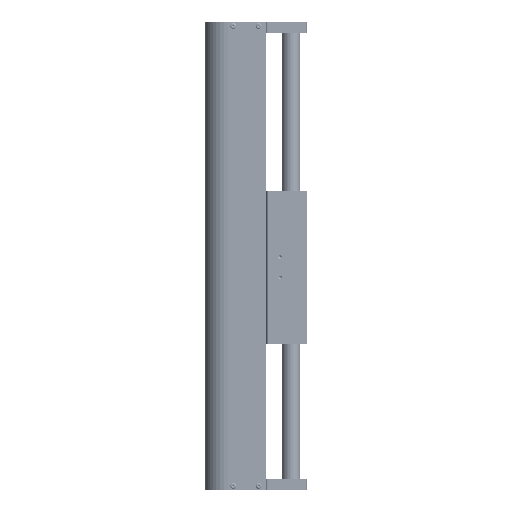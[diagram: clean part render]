
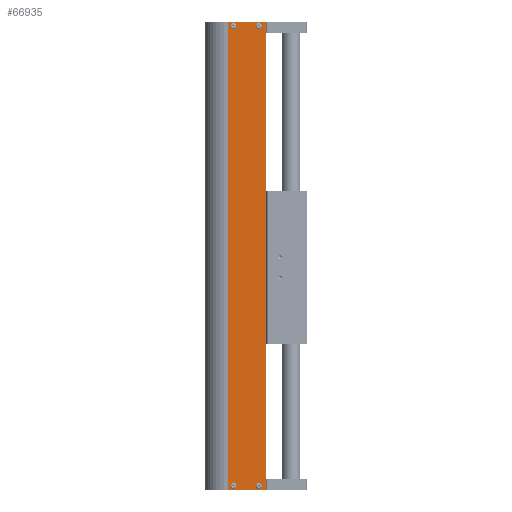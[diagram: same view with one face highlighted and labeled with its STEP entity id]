
A CAD part, left-side view. The second image highlights one B-rep face of the part: STEP entity #66935.
In plain terms, the highlighted face is planar.
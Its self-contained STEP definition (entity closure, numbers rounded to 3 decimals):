
#1547 = CARTESIAN_POINT ( 'NONE',  ( 32., 0., 637. ) ) ;
#2211 = VERTEX_POINT ( 'NONE', #28270 ) ;
#7477 = ORIENTED_EDGE ( 'NONE', *, *, #104460, .F. ) ;
#7526 = CIRCLE ( 'NONE', #14626, 2.4 ) ;
#7881 = DIRECTION ( 'NONE',  ( -1., 0., 0. ) ) ;
#11439 = DIRECTION ( 'NONE',  ( 0., 1., 0. ) ) ;
#12170 = VERTEX_POINT ( 'NONE', #71868 ) ;
#13446 = CIRCLE ( 'NONE', #56226, 2.4 ) ;
#14626 = AXIS2_PLACEMENT_3D ( 'NONE', #108861, #16255, #83185 ) ;
#15105 = VERTEX_POINT ( 'NONE', #59175 ) ;
#16255 = DIRECTION ( 'NONE',  ( 1., 0., 0. ) ) ;
#18281 = EDGE_CURVE ( 'NONE', #15105, #15105, #13446, .T. ) ;
#18858 = CIRCLE ( 'NONE', #68801, 2.4 ) ;
#24991 = CIRCLE ( 'NONE', #39289, 2.4 ) ;
#25056 = PLANE ( 'NONE',  #106732 ) ;
#26159 = CARTESIAN_POINT ( 'NONE',  ( 32., -51.5, 0. ) ) ;
#26358 = CARTESIAN_POINT ( 'NONE',  ( 32., -42., 5. ) ) ;
#26945 = LINE ( 'NONE', #61099, #87440 ) ;
#28270 = CARTESIAN_POINT ( 'NONE',  ( 32., -7., 629.6 ) ) ;
#28680 = ORIENTED_EDGE ( 'NONE', *, *, #18281, .F. ) ;
#29837 = VERTEX_POINT ( 'NONE', #30410 ) ;
#30410 = CARTESIAN_POINT ( 'NONE',  ( 32., -7., 2.6 ) ) ;
#32197 = DIRECTION ( 'NONE',  ( 0., 0., -1. ) ) ;
#33299 = CARTESIAN_POINT ( 'NONE',  ( 32., -42., 632. ) ) ;
#34015 = VECTOR ( 'NONE', #35446, 1000. ) ;
#35446 = DIRECTION ( 'NONE',  ( 0., 0., -1. ) ) ;
#35573 = ORIENTED_EDGE ( 'NONE', *, *, #68113, .F. ) ;
#37042 = CARTESIAN_POINT ( 'NONE',  ( 32., -52., 0. ) ) ;
#39289 = AXIS2_PLACEMENT_3D ( 'NONE', #60304, #95311, #89698 ) ;
#41638 = EDGE_CURVE ( 'NONE', #29837, #29837, #7526, .T. ) ;
#41795 = CARTESIAN_POINT ( 'NONE',  ( 32., 0., 0. ) ) ;
#42382 = FACE_OUTER_BOUND ( 'NONE', #74240, .T. ) ;
#44289 = CARTESIAN_POINT ( 'NONE',  ( 32., 0., 637. ) ) ;
#44634 = ORIENTED_EDGE ( 'NONE', *, *, #41638, .F. ) ;
#45741 = EDGE_LOOP ( 'NONE', ( #28680 ) ) ;
#46427 = VECTOR ( 'NONE', #11439, 1000. ) ;
#47227 = CARTESIAN_POINT ( 'NONE',  ( 32., -51.5, 637. ) ) ;
#48200 = LINE ( 'NONE', #107302, #108640 ) ;
#51309 = FACE_BOUND ( 'NONE', #105379, .T. ) ;
#55380 = VERTEX_POINT ( 'NONE', #41795 ) ;
#56226 = AXIS2_PLACEMENT_3D ( 'NONE', #26358, #69383, #60504 ) ;
#56719 = ORIENTED_EDGE ( 'NONE', *, *, #67581, .T. ) ;
#58072 = DIRECTION ( 'NONE',  ( 0., -1., 0. ) ) ;
#59171 = FACE_BOUND ( 'NONE', #108135, .T. ) ;
#59175 = CARTESIAN_POINT ( 'NONE',  ( 32., -42., 2.6 ) ) ;
#60304 = CARTESIAN_POINT ( 'NONE',  ( 32., -7., 632. ) ) ;
#60504 = DIRECTION ( 'NONE',  ( 0., 0., -1. ) ) ;
#61099 = CARTESIAN_POINT ( 'NONE',  ( 32., -52., 637. ) ) ;
#64559 = ORIENTED_EDGE ( 'NONE', *, *, #97624, .T. ) ;
#65523 = DIRECTION ( 'NONE',  ( 0., 0., -1. ) ) ;
#65788 = DIRECTION ( 'NONE',  ( 1., 0., 0. ) ) ;
#66935 = ADVANCED_FACE ( 'NONE', ( #42382, #67544, #59171, #93638, #51309 ), #25056, .F. ) ;
#67544 = FACE_BOUND ( 'NONE', #94798, .T. ) ;
#67581 = EDGE_CURVE ( 'NONE', #68950, #55380, #87786, .T. ) ;
#68113 = EDGE_CURVE ( 'NONE', #79040, #93006, #26945, .T. ) ;
#68801 = AXIS2_PLACEMENT_3D ( 'NONE', #33299, #65788, #32197 ) ;
#68950 = VERTEX_POINT ( 'NONE', #26159 ) ;
#68958 = EDGE_CURVE ( 'NONE', #2211, #2211, #24991, .T. ) ;
#69383 = DIRECTION ( 'NONE',  ( 1., 0., 0. ) ) ;
#71868 = CARTESIAN_POINT ( 'NONE',  ( 32., -42., 629.6 ) ) ;
#74240 = EDGE_LOOP ( 'NONE', ( #35573, #64559, #56719, #78137 ) ) ;
#78137 = ORIENTED_EDGE ( 'NONE', *, *, #85647, .F. ) ;
#78160 = ORIENTED_EDGE ( 'NONE', *, *, #68958, .F. ) ;
#78296 = DIRECTION ( 'NONE',  ( 0., 1., 0. ) ) ;
#79040 = VERTEX_POINT ( 'NONE', #47227 ) ;
#83185 = DIRECTION ( 'NONE',  ( 0., 0., -1. ) ) ;
#85647 = EDGE_CURVE ( 'NONE', #93006, #55380, #97323, .T. ) ;
#87440 = VECTOR ( 'NONE', #78296, 1000. ) ;
#87786 = LINE ( 'NONE', #37042, #46427 ) ;
#89698 = DIRECTION ( 'NONE',  ( 0., 0., -1. ) ) ;
#93006 = VERTEX_POINT ( 'NONE', #44289 ) ;
#93638 = FACE_BOUND ( 'NONE', #45741, .T. ) ;
#94798 = EDGE_LOOP ( 'NONE', ( #7477 ) ) ;
#95311 = DIRECTION ( 'NONE',  ( 1., 0., 0. ) ) ;
#97323 = LINE ( 'NONE', #1547, #34015 ) ;
#97624 = EDGE_CURVE ( 'NONE', #79040, #68950, #48200, .T. ) ;
#104460 = EDGE_CURVE ( 'NONE', #12170, #12170, #18858, .T. ) ;
#105379 = EDGE_LOOP ( 'NONE', ( #44634 ) ) ;
#106732 = AXIS2_PLACEMENT_3D ( 'NONE', #108794, #7881, #58072 ) ;
#107302 = CARTESIAN_POINT ( 'NONE',  ( 32., -51.5, 637. ) ) ;
#108135 = EDGE_LOOP ( 'NONE', ( #78160 ) ) ;
#108640 = VECTOR ( 'NONE', #65523, 1000. ) ;
#108794 = CARTESIAN_POINT ( 'NONE',  ( 32., -52., 637. ) ) ;
#108861 = CARTESIAN_POINT ( 'NONE',  ( 32., -7., 5. ) ) ;
